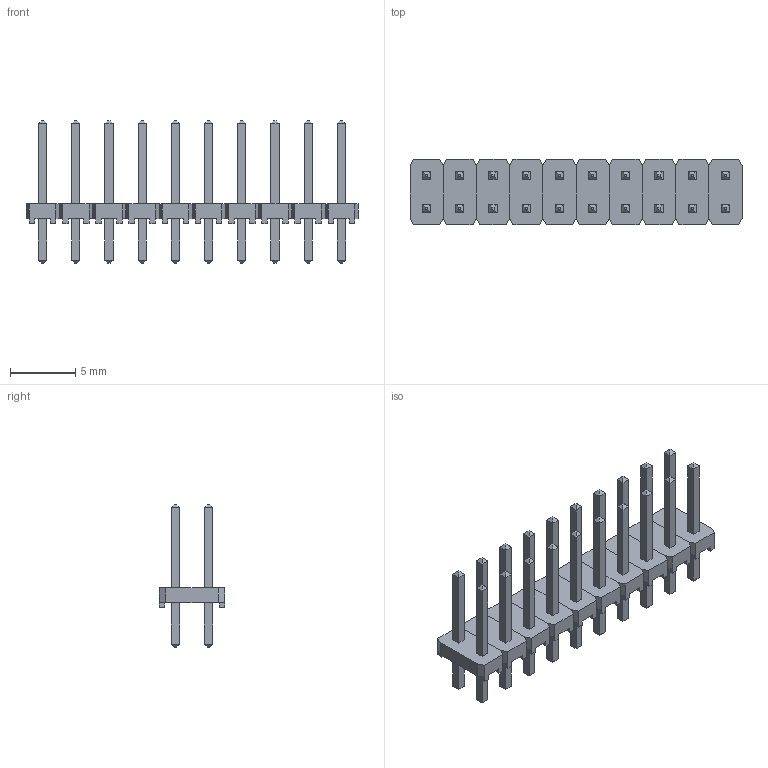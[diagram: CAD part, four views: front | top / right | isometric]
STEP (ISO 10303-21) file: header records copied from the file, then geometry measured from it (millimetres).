
FILE_DESCRIPTION((''),'2;1');
FILE_NAME('SAMTEC_MTLW-110-07-L-D-250.stp','2013-01-22T12:39:21',(''),(''),'Mechanical Desktop 2011','Mechanical Desktop 2011',', , ');
FILE_SCHEMA(('AUTOMOTIVE_DESIGN { 1 2 10303 214 1 1 1 1 }'));
Length unit declared in the file: millimetre
Products named in the file (1): Product
Bounding box: 25.4 x 5.03 x 10.92 mm (x, y, z)
Volume: 222.7 mm3; surface area: 952.8 mm2
Topology: 50 solids, 50 shells, 660 faces, 1480 edges, 920 vertices
Faces by surface type: plane 410, bspline 250
Entity records: 17694 total; most frequent: CARTESIAN_POINT 3811, ORIENTED_EDGE 2960, DIRECTION 2302, VECTOR 1480, LINE 1480, EDGE_CURVE 1480, VERTEX_POINT 920, EDGE_LOOP 660
